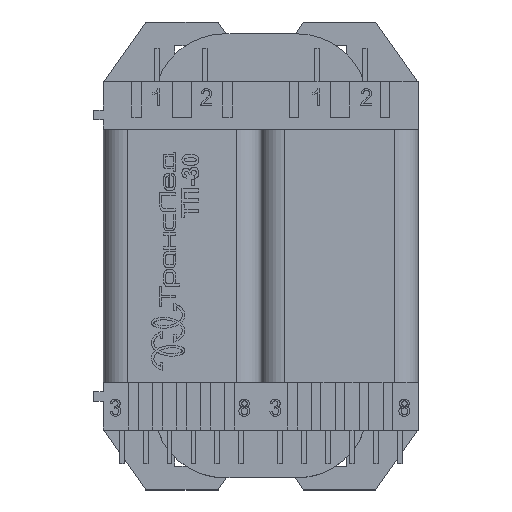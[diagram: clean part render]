
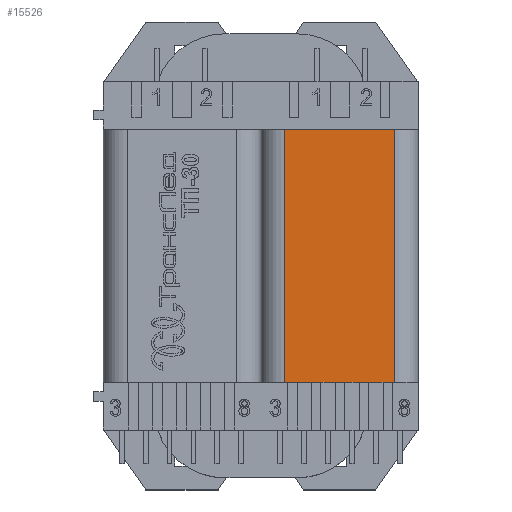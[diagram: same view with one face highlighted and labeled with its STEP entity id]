
A CAD part, top view. The second image highlights one B-rep face of the part: STEP entity #15526.
In plain terms, the highlighted planar face has unit normal (0, 0, 1).
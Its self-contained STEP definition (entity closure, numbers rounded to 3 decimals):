
#1433=FACE_OUTER_BOUND('',#2316,.T.);
#2316=EDGE_LOOP('',(#11015,#11016,#11017,#11018));
#3457=LINE('',#20367,#5046);
#3462=LINE('',#20383,#5051);
#3464=LINE('',#20387,#5053);
#3465=LINE('',#20389,#5054);
#5046=VECTOR('',#17581,10.);
#5051=VECTOR('',#17598,10.);
#5053=VECTOR('',#17604,10.);
#5054=VECTOR('',#17607,10.);
#6515=VERTEX_POINT('',#20364);
#6516=VERTEX_POINT('',#20366);
#6520=VERTEX_POINT('',#20380);
#6521=VERTEX_POINT('',#20382);
#8225=EDGE_CURVE('',#6516,#6515,#3457,.T.);
#8233=EDGE_CURVE('',#6521,#6520,#3462,.T.);
#8236=EDGE_CURVE('',#6516,#6520,#3464,.T.);
#8237=EDGE_CURVE('',#6521,#6515,#3465,.T.);
#11015=ORIENTED_EDGE('',*,*,#8236,.F.);
#11016=ORIENTED_EDGE('',*,*,#8225,.T.);
#11017=ORIENTED_EDGE('',*,*,#8237,.F.);
#11018=ORIENTED_EDGE('',*,*,#8233,.T.);
#15025=PLANE('',#16481);
#15526=ADVANCED_FACE('',(#1433),#15025,.T.);
#16481=AXIS2_PLACEMENT_3D('',#20388,#17605,#17606);
#17581=DIRECTION('',(1.,0.,0.));
#17598=DIRECTION('',(-1.,0.,0.));
#17604=DIRECTION('',(0.,1.,0.));
#17605=DIRECTION('center_axis',(0.,0.,1.));
#17606=DIRECTION('ref_axis',(1.,0.,0.));
#17607=DIRECTION('',(0.,-1.,0.));
#20364=CARTESIAN_POINT('',(28.,-26.5,30.));
#20366=CARTESIAN_POINT('',(5.,-26.5,30.));
#20367=CARTESIAN_POINT('',(-33.,-26.5,30.));
#20380=CARTESIAN_POINT('',(5.,26.5,30.));
#20382=CARTESIAN_POINT('',(28.,26.5,30.));
#20383=CARTESIAN_POINT('',(-33.,26.5,30.));
#20387=CARTESIAN_POINT('',(5.,13.25,30.));
#20388=CARTESIAN_POINT('Origin',(16.5,0.,30.));
#20389=CARTESIAN_POINT('',(28.,-13.25,30.));
